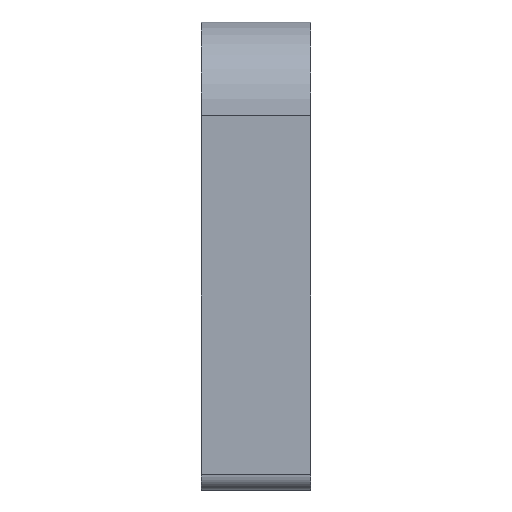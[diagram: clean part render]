
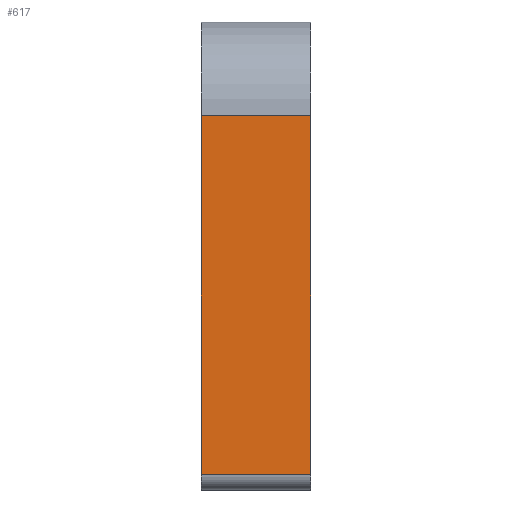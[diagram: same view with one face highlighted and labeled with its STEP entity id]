
A CAD part, left-side view. The second image highlights one B-rep face of the part: STEP entity #617.
In plain terms, the highlighted planar face has unit normal (-1, 0, 0).
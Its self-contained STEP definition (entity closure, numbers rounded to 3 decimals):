
#22 = VERTEX_POINT ( 'NONE', #845 ) ;
#39 = CARTESIAN_POINT ( 'NONE',  ( 0., 0., 0. ) ) ;
#97 = VECTOR ( 'NONE', #368, 1000. ) ;
#98 = DIRECTION ( 'NONE',  ( 0., 0., 1. ) ) ;
#117 = VERTEX_POINT ( 'NONE', #428 ) ;
#198 = FACE_OUTER_BOUND ( 'NONE', #922, .T. ) ;
#298 = ORIENTED_EDGE ( 'NONE', *, *, #1010, .F. ) ;
#299 = DIRECTION ( 'NONE',  ( 0., 0., 1. ) ) ;
#327 = CARTESIAN_POINT ( 'NONE',  ( 0., 7., 24. ) ) ;
#368 = DIRECTION ( 'NONE',  ( 0., -1., 0. ) ) ;
#395 = ORIENTED_EDGE ( 'NONE', *, *, #1146, .T. ) ;
#428 = CARTESIAN_POINT ( 'NONE',  ( 0., 7., 1. ) ) ;
#431 = LINE ( 'NONE', #39, #909 ) ;
#444 = VERTEX_POINT ( 'NONE', #997 ) ;
#490 = VERTEX_POINT ( 'NONE', #906 ) ;
#494 = LINE ( 'NONE', #877, #97 ) ;
#514 = DIRECTION ( 'NONE',  ( 1., 0., 0. ) ) ;
#515 = CARTESIAN_POINT ( 'NONE',  ( 0., 7., 0. ) ) ;
#557 = LINE ( 'NONE', #1084, #786 ) ;
#607 = DIRECTION ( 'NONE',  ( 0., 1., 0. ) ) ;
#617 = ADVANCED_FACE ( 'NONE', ( #198 ), #764, .F. ) ;
#627 = AXIS2_PLACEMENT_3D ( 'NONE', #515, #514, #1115 ) ;
#674 = EDGE_CURVE ( 'NONE', #22, #444, #927, .T. ) ;
#700 = ORIENTED_EDGE ( 'NONE', *, *, #674, .T. ) ;
#764 = PLANE ( 'NONE',  #627 ) ;
#786 = VECTOR ( 'NONE', #98, 1000. ) ;
#845 = CARTESIAN_POINT ( 'NONE',  ( 0., 0., 24. ) ) ;
#877 = CARTESIAN_POINT ( 'NONE',  ( 0., 7., 1. ) ) ;
#906 = CARTESIAN_POINT ( 'NONE',  ( 0., 0., 1. ) ) ;
#909 = VECTOR ( 'NONE', #299, 1000. ) ;
#922 = EDGE_LOOP ( 'NONE', ( #298, #395, #1070, #700 ) ) ;
#927 = LINE ( 'NONE', #327, #1103 ) ;
#997 = CARTESIAN_POINT ( 'NONE',  ( 0., 7., 24. ) ) ;
#1010 = EDGE_CURVE ( 'NONE', #117, #444, #557, .T. ) ;
#1070 = ORIENTED_EDGE ( 'NONE', *, *, #1102, .T. ) ;
#1084 = CARTESIAN_POINT ( 'NONE',  ( 0., 7., 0. ) ) ;
#1102 = EDGE_CURVE ( 'NONE', #490, #22, #431, .T. ) ;
#1103 = VECTOR ( 'NONE', #607, 1000. ) ;
#1115 = DIRECTION ( 'NONE',  ( 0., 0., -1. ) ) ;
#1146 = EDGE_CURVE ( 'NONE', #117, #490, #494, .T. ) ;
